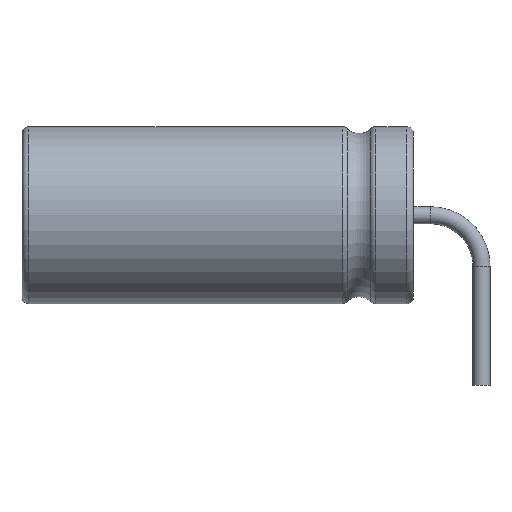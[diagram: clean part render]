
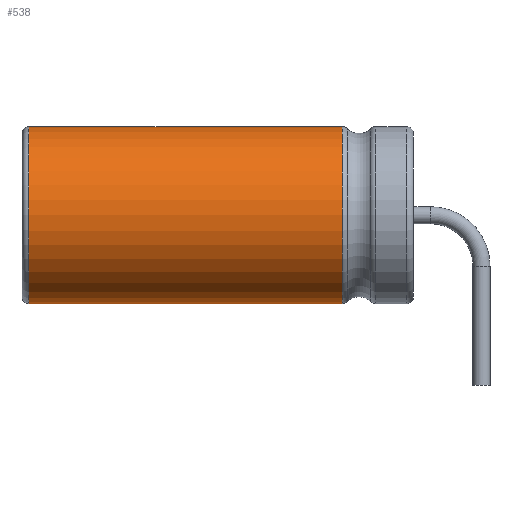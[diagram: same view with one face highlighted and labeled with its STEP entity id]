
A CAD part, left-side view. The second image highlights one B-rep face of the part: STEP entity #538.
In plain terms, the highlighted cylindrical face has radius 2.6 mm (diameter 5.2 mm), a full revolution.
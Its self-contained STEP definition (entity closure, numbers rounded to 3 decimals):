
#76=FACE_OUTER_BOUND('',#109,.T.);
#109=EDGE_LOOP('',(#451,#452,#453,#454));
#157=LINE('',#938,#193);
#193=VECTOR('',#764,2.6);
#221=CIRCLE('',#609,2.6);
#222=CIRCLE('',#611,2.6);
#274=VERTEX_POINT('',#933);
#275=VERTEX_POINT('',#937);
#340=EDGE_CURVE('',#274,#274,#221,.T.);
#341=EDGE_CURVE('',#274,#275,#157,.T.);
#342=EDGE_CURVE('',#275,#275,#222,.T.);
#451=ORIENTED_EDGE('',*,*,#340,.F.);
#452=ORIENTED_EDGE('',*,*,#341,.T.);
#453=ORIENTED_EDGE('',*,*,#342,.F.);
#454=ORIENTED_EDGE('',*,*,#341,.F.);
#513=CYLINDRICAL_SURFACE('',#610,2.6);
#538=ADVANCED_FACE('',(#76),#513,.T.);
#609=AXIS2_PLACEMENT_3D('',#935,#760,#761);
#610=AXIS2_PLACEMENT_3D('',#936,#762,#763);
#611=AXIS2_PLACEMENT_3D('',#939,#765,#766);
#760=DIRECTION('center_axis',(0.,1.,0.));
#761=DIRECTION('ref_axis',(0.,0.,-1.));
#762=DIRECTION('center_axis',(0.,1.,0.));
#763=DIRECTION('ref_axis',(0.,0.,1.));
#764=DIRECTION('',(0.,-1.,0.));
#765=DIRECTION('center_axis',(0.,-1.,0.));
#766=DIRECTION('ref_axis',(0.,0.,-1.));
#933=CARTESIAN_POINT('',(0.,13.3,-0.1));
#935=CARTESIAN_POINT('Origin',(0.,13.3,2.5));
#936=CARTESIAN_POINT('Origin',(0.,8.75,2.5));
#937=CARTESIAN_POINT('',(0.,4.09,-0.1));
#938=CARTESIAN_POINT('',(0.,8.75,-0.1));
#939=CARTESIAN_POINT('Origin',(0.,4.09,2.5));
